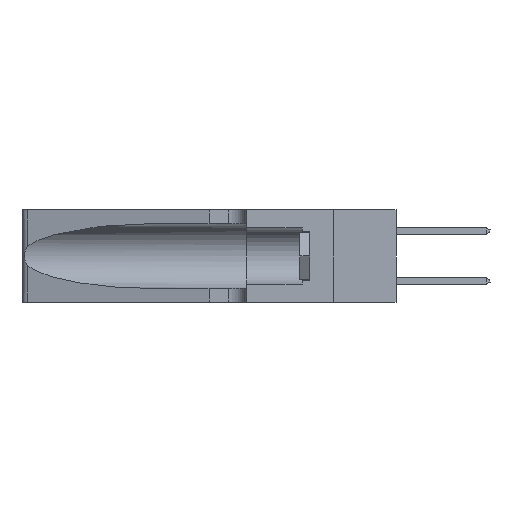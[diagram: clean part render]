
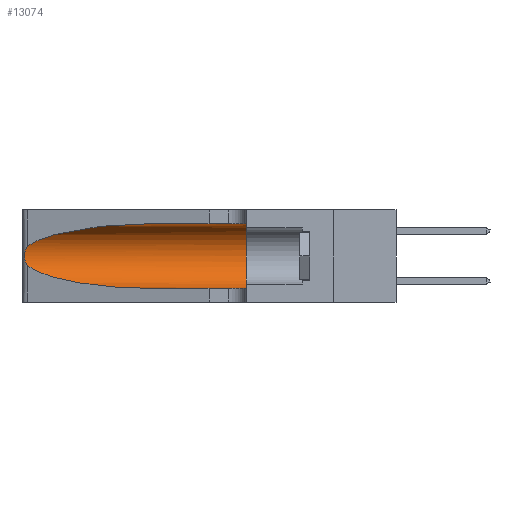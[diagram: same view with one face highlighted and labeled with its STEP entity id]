
A CAD part, left-side view. The second image highlights one B-rep face of the part: STEP entity #13074.
In plain terms, the highlighted cylindrical face has radius 3.308 mm (diameter 6.617 mm), a partial arc.
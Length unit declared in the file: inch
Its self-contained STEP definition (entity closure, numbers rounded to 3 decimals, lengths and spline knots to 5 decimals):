
#437 = LINE ( 'NONE', #1010, #37866 ) ;
#1010 = CARTESIAN_POINT ( 'NONE',  ( 0.1305, 1.61858, 0.31525 ) ) ;
#1541 = EDGE_CURVE ( 'NONE', #40360, #3366, #22095, .T. ) ;
#2055 = CARTESIAN_POINT ( 'NONE',  ( 0.26075, 1.23896, 0.178 ) ) ;
#2216 = CARTESIAN_POINT ( 'NONE',  ( 0.25639, 1.23184, 0.21858 ) ) ;
#2408 = CARTESIAN_POINT ( 'NONE',  ( 0.1305, 0.35, 0.05475 ) ) ;
#3366 = VERTEX_POINT ( 'NONE', #2408 ) ;
#3722 = ORIENTED_EDGE ( 'NONE', *, *, #1541, .F. ) ;
#5027 = CARTESIAN_POINT ( 'NONE',  ( 0.18966, 0.96281, 0.31525 ) ) ;
#5453 = CARTESIAN_POINT ( 'NONE',  ( 0.25789, 1.23486, 0.15765 ) ) ;
#5530 = EDGE_CURVE ( 'NONE', #10126, #27018, #31476, .T. ) ;
#5609 = DIRECTION ( 'NONE',  ( 0., 0., 1. ) ) ;
#9160 = CARTESIAN_POINT ( 'NONE',  ( 0.1305, 1.61858, 0.185 ) ) ;
#9557 = CARTESIAN_POINT ( 'NONE',  ( 0.25555, 1.22994, 0.2215 ) ) ;
#9671 = CARTESIAN_POINT ( 'NONE',  ( 0.2373, 1.15595, 0.08982 ) ) ;
#10004 = LINE ( 'NONE', #42445, #31475 ) ;
#10126 = VERTEX_POINT ( 'NONE', #14839 ) ;
#10727 = DIRECTION ( 'NONE',  ( 0., -1., 0. ) ) ;
#11149 = EDGE_CURVE ( 'NONE', #27018, #39463, #23326, .T. ) ;
#12532 = CARTESIAN_POINT ( 'NONE',  ( 0.25487, 1.22718, 0.14631 ) ) ;
#12755 = CARTESIAN_POINT ( 'NONE',  ( 0.1305, 0.72297, 0.05475 ) ) ;
#13074 = ADVANCED_FACE ( 'NONE', ( #39773 ), #43089, .F. ) ;
#14839 = CARTESIAN_POINT ( 'NONE',  ( 0.1305, 0.72297, 0.31525 ) ) ;
#15007 = CARTESIAN_POINT ( 'NONE',  ( 0.1305, 0.72297, 0.31525 ) ) ;
#15300 = AXIS2_PLACEMENT_3D ( 'NONE', #9160, #19906, #30516 ) ;
#16618 = CARTESIAN_POINT ( 'NONE',  ( 0.25787, 1.23484, 0.2124 ) ) ;
#17346 = CARTESIAN_POINT ( 'NONE',  ( 0.1305, 0.35, 0.31525 ) ) ;
#18756 = EDGE_CURVE ( 'NONE', #19743, #3366, #10004, .T. ) ;
#19133 = CARTESIAN_POINT ( 'NONE',  ( 0.25487, 1.22718, 0.22369 ) ) ;
#19707 = CARTESIAN_POINT ( 'NONE',  ( 0.25639, 1.23186, 0.15144 ) ) ;
#19743 = VERTEX_POINT ( 'NONE', #45040 ) ;
#19819 = CARTESIAN_POINT ( 'NONE',  ( 0.18966, 0.96281, 0.05475 ) ) ;
#19906 = DIRECTION ( 'NONE',  ( 0., -1., 0. ) ) ;
#20148 = CARTESIAN_POINT ( 'NONE',  ( 0.26018, 1.23835, 0.19895 ) ) ;
#21927 = ORIENTED_EDGE ( 'NONE', *, *, #5530, .T. ) ;
#22095 = CIRCLE ( 'NONE', #39966, 0.13025 ) ;
#23326 = B_SPLINE_CURVE_WITH_KNOTS ( 'NONE', 3,
 ( #37714, #9557, #2216, #16618, #41269, #20148, #40827, #2055, #23693, #44480, #5453, #19707, #26484, #37124 ),
 .UNSPECIFIED., .F., .F.,
 ( 4, 2, 2, 2, 2, 2, 4 ),
 ( 0., 0.00027, 0.00053, 0.00107, 0.0016, 0.00187, 0.00214 ),
 .UNSPECIFIED. ) ;
#23411 = ORIENTED_EDGE ( 'NONE', *, *, #18756, .T. ) ;
#23693 = CARTESIAN_POINT ( 'NONE',  ( 0.26017, 1.23833, 0.17102 ) ) ;
#26484 = CARTESIAN_POINT ( 'NONE',  ( 0.25555, 1.22993, 0.14849 ) ) ;
#27018 = VERTEX_POINT ( 'NONE', #39706 ) ;
#28361 = EDGE_CURVE ( 'NONE', #10126, #40360, #437, .T. ) ;
#29679 = EDGE_LOOP ( 'NONE', ( #21927, #35186, #43195, #23411, #3722, #33308 ) ) ;
#30516 = DIRECTION ( 'NONE',  ( 0., 0., -1. ) ) ;
#31475 = VECTOR ( 'NONE', #10727, 39.37008 ) ;
#31476 =( BOUNDED_CURVE ( )  B_SPLINE_CURVE ( 3, ( #15007, #5027, #33243, #19133 ),
 .UNSPECIFIED., .F., .F. ) 
 B_SPLINE_CURVE_WITH_KNOTS ( ( 4, 4 ),
 ( 1.5708, 2.84003 ),
 .UNSPECIFIED. ) 
 CURVE ( )  GEOMETRIC_REPRESENTATION_ITEM ( )  RATIONAL_B_SPLINE_CURVE ( ( 1., 0.87, 0.87, 1. ) ) 
 REPRESENTATION_ITEM ( '' )  );
#33243 = CARTESIAN_POINT ( 'NONE',  ( 0.2373, 1.15595, 0.28018 ) ) ;
#33308 = ORIENTED_EDGE ( 'NONE', *, *, #28361, .F. ) ;
#35186 = ORIENTED_EDGE ( 'NONE', *, *, #11149, .T. ) ;
#36205 = DIRECTION ( 'NONE',  ( 0., -1., 0. ) ) ;
#36753 = EDGE_CURVE ( 'NONE', #39463, #19743, #39985, .T. ) ;
#37124 = CARTESIAN_POINT ( 'NONE',  ( 0.25487, 1.22718, 0.14631 ) ) ;
#37533 = CARTESIAN_POINT ( 'NONE',  ( 0.25487, 1.22718, 0.14631 ) ) ;
#37714 = CARTESIAN_POINT ( 'NONE',  ( 0.25487, 1.22718, 0.22369 ) ) ;
#37866 = VECTOR ( 'NONE', #36205, 39.37008 ) ;
#39463 = VERTEX_POINT ( 'NONE', #12532 ) ;
#39706 = CARTESIAN_POINT ( 'NONE',  ( 0.25487, 1.22718, 0.22369 ) ) ;
#39773 = FACE_OUTER_BOUND ( 'NONE', #29679, .T. ) ;
#39966 = AXIS2_PLACEMENT_3D ( 'NONE', #44769, #41134, #5609 ) ;
#39985 =( BOUNDED_CURVE ( )  B_SPLINE_CURVE ( 3, ( #37533, #9671, #19819, #12755 ),
 .UNSPECIFIED., .F., .F. ) 
 B_SPLINE_CURVE_WITH_KNOTS ( ( 4, 4 ),
 ( 3.44316, 4.71239 ),
 .UNSPECIFIED. ) 
 CURVE ( )  GEOMETRIC_REPRESENTATION_ITEM ( )  RATIONAL_B_SPLINE_CURVE ( ( 1., 0.87, 0.87, 1. ) ) 
 REPRESENTATION_ITEM ( '' )  );
#40360 = VERTEX_POINT ( 'NONE', #17346 ) ;
#40827 = CARTESIAN_POINT ( 'NONE',  ( 0.26075, 1.23896, 0.19203 ) ) ;
#41134 = DIRECTION ( 'NONE',  ( 0., 1., 0. ) ) ;
#41269 = CARTESIAN_POINT ( 'NONE',  ( 0.25854, 1.2359, 0.20912 ) ) ;
#42445 = CARTESIAN_POINT ( 'NONE',  ( 0.1305, 1.61858, 0.05475 ) ) ;
#43089 = CYLINDRICAL_SURFACE ( 'NONE', #15300, 0.13025 ) ;
#43195 = ORIENTED_EDGE ( 'NONE', *, *, #36753, .T. ) ;
#44480 = CARTESIAN_POINT ( 'NONE',  ( 0.25856, 1.23593, 0.16098 ) ) ;
#44769 = CARTESIAN_POINT ( 'NONE',  ( 0.1305, 0.35, 0.185 ) ) ;
#45040 = CARTESIAN_POINT ( 'NONE',  ( 0.1305, 0.72297, 0.05475 ) ) ;
